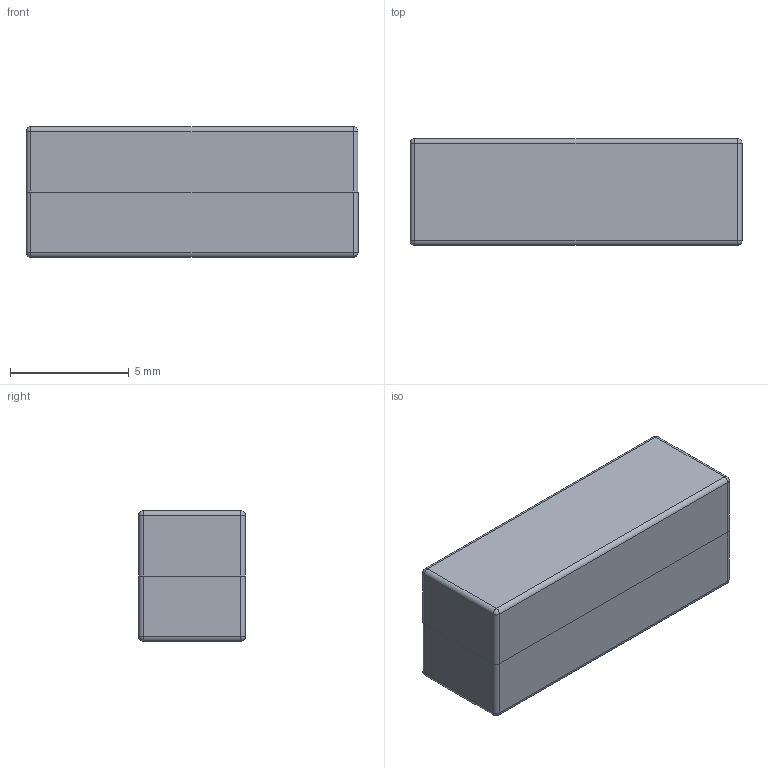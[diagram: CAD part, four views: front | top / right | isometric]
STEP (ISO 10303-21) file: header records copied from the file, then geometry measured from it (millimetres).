
FILE_DESCRIPTION (( 'STEP AP214' ), '1' );
FILE_NAME ('Z-RFC48-P04.STEP', '2017-11-21T12:45:05', ( 'dummy' ), ( 'Microsoft' ), 'SwSTEP 2.0', 'SolidWorks 2017', '' );
FILE_SCHEMA (( 'AUTOMOTIVE_DESIGN' ));
Length unit declared in the file: millimetre
Products named in the file (1): Z-RFC48-P04
Bounding box: 14 x 4.5 x 5.5 mm (x, y, z)
Volume: 345.7 mm3; surface area: 447.2 mm2
Topology: 2 solids, 2 shells, 36 faces, 80 edges, 40 vertices
Faces by surface type: cylinder 16, plane 12, sphere 8
Entity records: 1355 total; most frequent: DIRECTION 178, CARTESIAN_POINT 149, ORIENTED_EDGE 144, EDGE_CURVE 72, AXIS2_PLACEMENT_3D 69, UNCERTAINTY_MEASURE_WITH_UNIT 40, VECTOR 40, VERTEX_POINT 40
